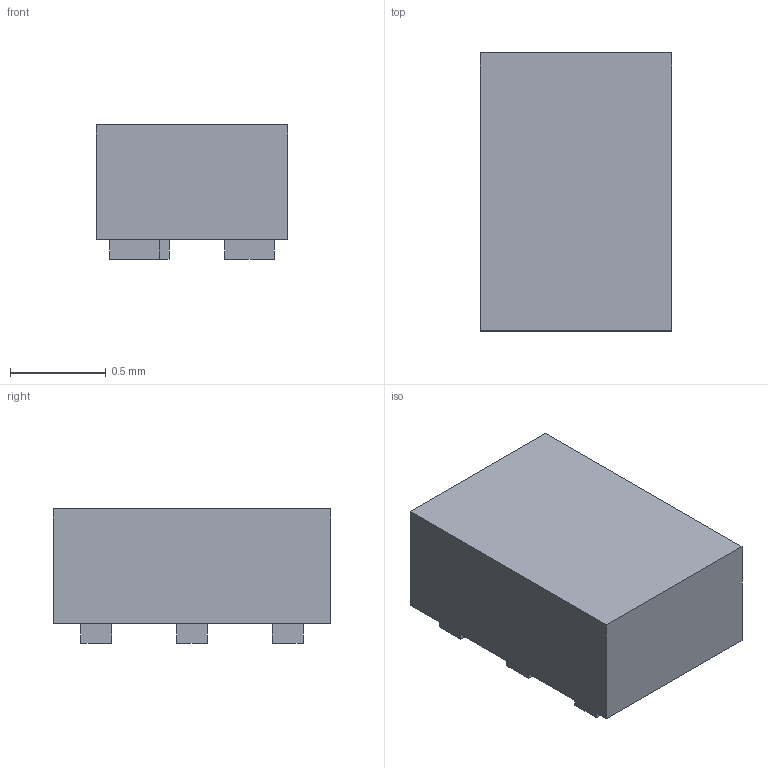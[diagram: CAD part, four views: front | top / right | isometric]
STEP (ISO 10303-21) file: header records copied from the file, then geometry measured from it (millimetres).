
FILE_DESCRIPTION(('CAx-IF Rec.Pracs.---Model Styling and Organization---1.5---2016-08-15','CAx-IF Rec.Pracs.---Geometric and Assembly Validation Properties---4.4---2016-08-17','CAx-IF Rec.Pracs.---User Defined Attributes---1.5---2016-08-15','CAx-IF Rec.Pracs.---External References---2.1---2005-01-19'),'2;1');
FILE_NAME('16564348.1.2.step','2025-05-16T21:44:36',('Unspecified'),('Unspecified'),'CAD Exchanger 3.10.2 (cadexchanger.com)','Unspecified','');
FILE_SCHEMA(('AUTOMOTIVE_DESIGN { 1 0 10303 214 1 1 1 1 }'));
Length unit declared in the file: millimetre
Products named in the file (3): ASSEMBLY; Body; Pins
Assembly tree (2 placements, depth 2):
  ASSEMBLY
    Body
    Pins
Bounding box: 1 x 1.45 x 0.7 mm (x, y, z)
Volume: 0.9 mm3; surface area: 6.9 mm2
Topology: 7 solids, 7 shells, 42 faces, 84 edges, 56 vertices
Faces by surface type: plane 42
Entity records: 1151 total; most frequent: CARTESIAN_POINT 184, DIRECTION 172, ORIENTED_EDGE 168, EDGE_CURVE 84, LINE 84, VECTOR 84, VERTEX_POINT 56, AXIS2_PLACEMENT_3D 44
